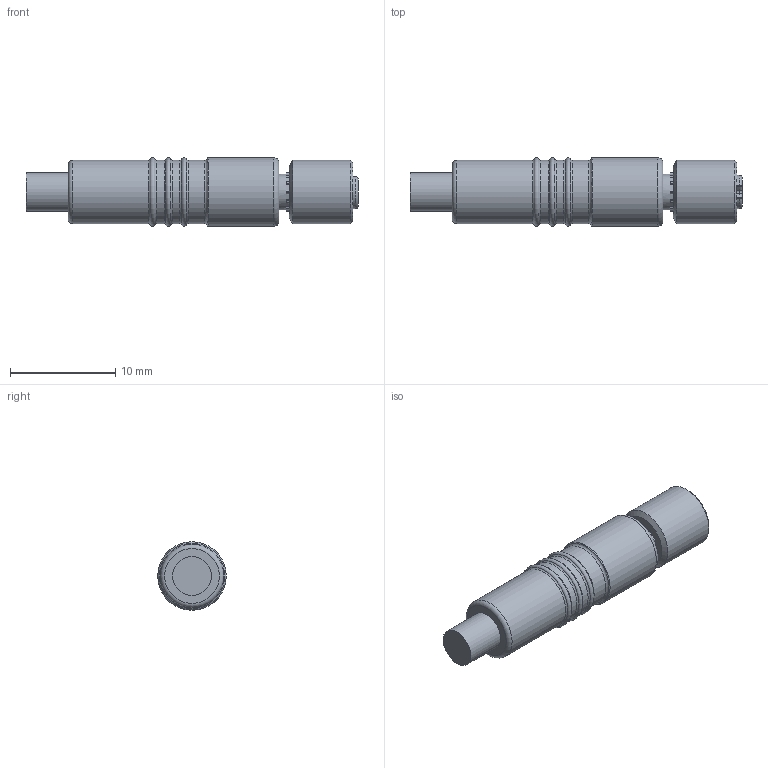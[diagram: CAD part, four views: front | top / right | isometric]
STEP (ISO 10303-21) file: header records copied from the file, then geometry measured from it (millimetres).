
FILE_DESCRIPTION(/* description */ (''),/* implementation_level */ '2;1');
FILE_NAME(/* name */ 'VK200365.stp',/* time_stamp */ '2017-03-15T11:08:31+01:00',/* author */ ('galensa'),/* organization */ (''),/* preprocessor_version */ 'ST-DEVELOPER v15.2',/* originating_system */ 'Autodesk Inventor 2014',/* authorisation */ '');
FILE_SCHEMA (('AUTOMOTIVE_DESIGN { 1 0 10303 214 3 1 1 }'));
Length unit declared in the file: millimetre
Products named in the file (1): VK200365
Bounding box: 31.5 x 6.5 x 6.5 mm (x, y, z)
Volume: 792.1 mm3; surface area: 782.3 mm2
Topology: 1 solids, 1 shells, 156 faces, 401 edges, 249 vertices
Faces by surface type: plane 71, cylinder 39, cone 28, torus 16, bspline 2
Full cylindrical faces by diameter (mm): 0.5 x4, 0.52 x4, 3.15 x1, 3.4 x1, 3.7 x1, 4.4 x1, 5.2 x1, 6 x5, 6.5 x1
Entity records: 4306 total; most frequent: CARTESIAN_POINT 880, DIRECTION 752, ORIENTED_EDGE 652, EDGE_CURVE 326, AXIS2_PLACEMENT_3D 314, VERTEX_POINT 224, EDGE_LOOP 202, FACE_OUTER_BOUND 153
